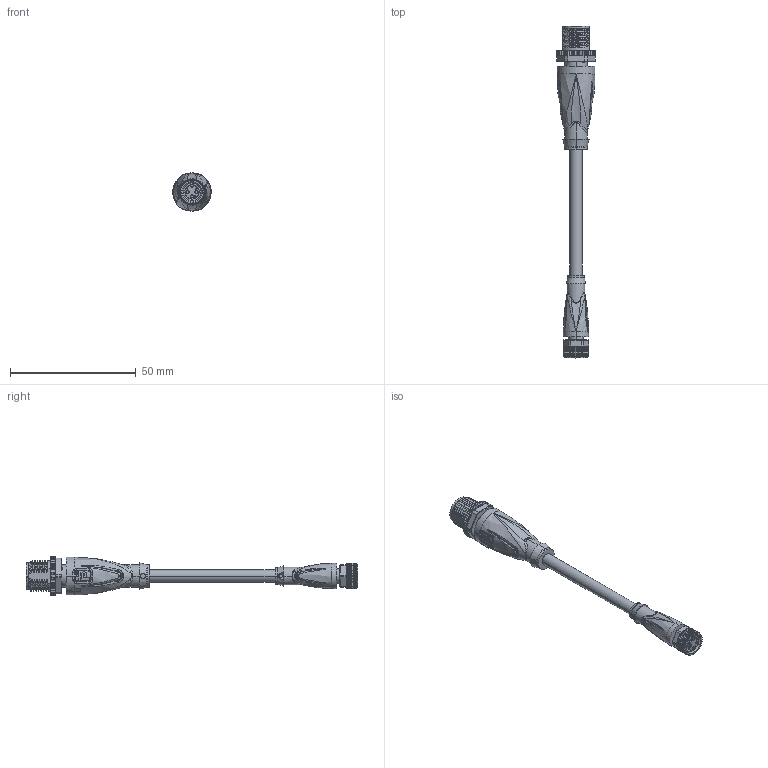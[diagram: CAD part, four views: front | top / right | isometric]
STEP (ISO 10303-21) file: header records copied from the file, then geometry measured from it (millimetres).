
FILE_DESCRIPTION(('STEP AP214'),'1');
FILE_NAME('cctmp_76850338-4D11-44A8-A743-0848950F88C9_2022_04_27_10_36_14_0480..stp','2022-04-27T08:36:23',('KiM GmbH'),('CADClick - www.CADClick.com'),'Spatial InterOp 3D postprocessed',' ','unknown authorization');
FILE_SCHEMA(('AUTOMOTIVE_DESIGN'));
Length unit declared in the file: millimetre
Products named in the file (10): Connection2; Connection2_2; Connection2_1; T193115_1; Cable; Connection1; Connection1_3; Connection1_2; Connection1_1; T193115
Assembly tree (9 placements, depth 4):
  T193115
    T193115_1
      Connection2
        Connection2_2
        Connection2_1
      Cable
      Connection1
        Connection1_3
        Connection1_2
        Connection1_1
Bounding box: 15.4 x 132.1 x 15.37 mm (x, y, z)
Volume: 8498.9 mm3; surface area: 7163 mm2
Topology: 9 solids, 11 shells, 1984 faces, 5217 edges, 3293 vertices
Faces by surface type: plane 878, cylinder 380, torus 293, bspline 265, cone 142, extrusion 16, sphere 10
Entity records: 130426 total; most frequent: CARTESIAN_POINT 73086, ORIENTED_EDGE 10384, DIRECTION 9013, EDGE_CURVE 5196, VERTEX_POINT 3293, AXIS2_PLACEMENT_3D 3242, STYLED_ITEM 3070, PRESENTATION_STYLE_ASSIGNMENT 3070
